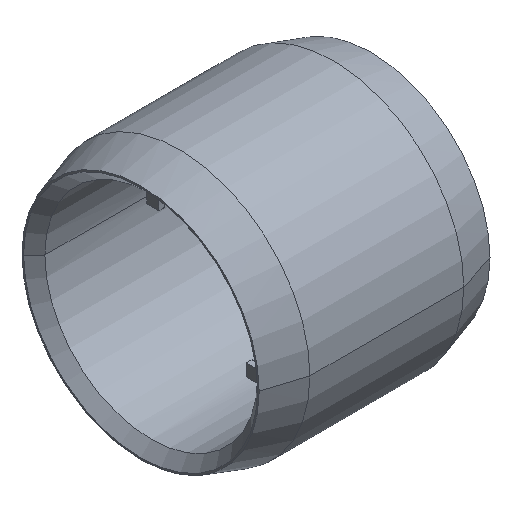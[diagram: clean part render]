
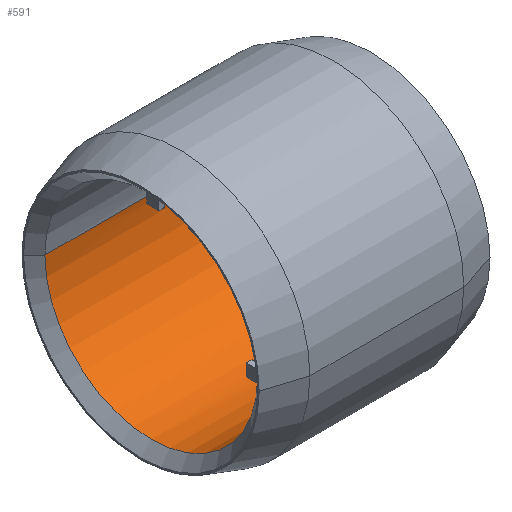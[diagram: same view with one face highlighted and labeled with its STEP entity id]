
A CAD part, isometric view. The second image highlights one B-rep face of the part: STEP entity #591.
In plain terms, the highlighted cylindrical face has radius 100 mm (diameter 200 mm), a partial arc.
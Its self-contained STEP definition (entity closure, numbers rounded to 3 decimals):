
#397 = VERTEX_POINT( '', #1114 );
#411 = VERTEX_POINT( '', #1129 );
#431 = VERTEX_POINT( '', #1150 );
#461 = VERTEX_POINT( '', #1184 );
#473 = VERTEX_POINT( '', #1197 );
#517 = VERTEX_POINT( '', #1246 );
#591 = ADVANCED_FACE( '', ( #1334, #1335 ), #1336, .F. );
#597 = VERTEX_POINT( '', #1342 );
#599 = VERTEX_POINT( '', #1344 );
#607 = EDGE_CURVE( '', #411, #599, #1353, .T. );
#613 = EDGE_CURVE( '', #597, #979, #1360, .T. );
#625 = VERTEX_POINT( '', #1373 );
#633 = EDGE_CURVE( '', #925, #893, #1382, .T. );
#637 = EDGE_CURVE( '', #953, #461, #1386, .T. );
#683 = EDGE_CURVE( '', #473, #707, #1435, .T. );
#707 = VERTEX_POINT( '', #1462 );
#743 = EDGE_CURVE( '', #461, #925, #1503, .T. );
#781 = EDGE_CURVE( '', #597, #707, #1550, .T. );
#807 = VERTEX_POINT( '', #1579 );
#857 = EDGE_CURVE( '', #517, #807, #1633, .T. );
#893 = VERTEX_POINT( '', #1676 );
#915 = EDGE_CURVE( '', #807, #893, #1701, .T. );
#925 = VERTEX_POINT( '', #1711 );
#953 = VERTEX_POINT( '', #1742 );
#965 = EDGE_CURVE( '', #599, #397, #1754, .T. );
#977 = EDGE_CURVE( '', #431, #473, #1767, .T. );
#979 = VERTEX_POINT( '', #1769 );
#981 = EDGE_CURVE( '', #1011, #979, #1771, .T. );
#999 = EDGE_CURVE( '', #397, #625, #1792, .T. );
#1011 = VERTEX_POINT( '', #1806 );
#1013 = EDGE_CURVE( '', #625, #411, #1808, .T. );
#1023 = EDGE_CURVE( '', #1011, #517, #1818, .T. );
#1065 = EDGE_CURVE( '', #953, #431, #1861, .T. );
#1114 = CARTESIAN_POINT( '', ( 0., 5.75, -99.835 ) );
#1129 = CARTESIAN_POINT( '', ( -5., -5.75, -99.835 ) );
#1150 = CARTESIAN_POINT( '', ( 0., 99.835, -5.75 ) );
#1184 = CARTESIAN_POINT( '', ( 96.5, 100., 0. ) );
#1197 = CARTESIAN_POINT( '', ( -5., 99.835, -5.75 ) );
#1246 = CARTESIAN_POINT( '', ( -5., -99.835, -5.75 ) );
#1334 = FACE_OUTER_BOUND( '', #2217, .T. );
#1335 = FACE_BOUND( '', #2218, .T. );
#1336 = CYLINDRICAL_SURFACE( '', #2219, 100. );
#1342 = CARTESIAN_POINT( '', ( -100.5, 100., 0. ) );
#1344 = CARTESIAN_POINT( '', ( -5., 5.75, -99.835 ) );
#1353 = CIRCLE( '', #2239, 100. );
#1360 = CIRCLE( '', #2247, 100. );
#1373 = CARTESIAN_POINT( '', ( 0., -5.75, -99.835 ) );
#1382 = LINE( '', #2310, #2311 );
#1386 = LINE( '', #2354, #2355 );
#1435 = CIRCLE( '', #2478, 100. );
#1462 = CARTESIAN_POINT( '', ( -5., 100., 0. ) );
#1503 = CIRCLE( '', #2599, 100. );
#1550 = LINE( '', #2686, #2687 );
#1579 = CARTESIAN_POINT( '', ( 0., -99.835, -5.75 ) );
#1633 = LINE( '', #2819, #2820 );
#1676 = CARTESIAN_POINT( '', ( 0., -100., 0. ) );
#1701 = CIRCLE( '', #2953, 100. );
#1711 = CARTESIAN_POINT( '', ( 96.5, -100., 0. ) );
#1742 = CARTESIAN_POINT( '', ( 0., 100., 0. ) );
#1754 = LINE( '', #3136, #3137 );
#1767 = LINE( '', #3154, #3155 );
#1769 = CARTESIAN_POINT( '', ( -100.5, -100., 0. ) );
#1771 = LINE( '', #3160, #3161 );
#1792 = CIRCLE( '', #3187, 100. );
#1806 = CARTESIAN_POINT( '', ( -5., -100., 0. ) );
#1808 = LINE( '', #3207, #3208 );
#1818 = CIRCLE( '', #3223, 100. );
#1861 = CIRCLE( '', #3309, 100. );
#2217 = EDGE_LOOP( '', ( #3650, #3651, #3652, #3653, #3654, #3655, #3656, #3657, #3658, #3659, #3660, #3661 ) );
#2218 = EDGE_LOOP( '', ( #3662, #3663, #3664, #3665 ) );
#2219 = AXIS2_PLACEMENT_3D( '', #3666, #3667, #3668 );
#2239 = AXIS2_PLACEMENT_3D( '', #3683, #3684, #3685 );
#2247 = AXIS2_PLACEMENT_3D( '', #3694, #3695, #3696 );
#2310 = CARTESIAN_POINT( '', ( -2., -100., 0. ) );
#2311 = VECTOR( '', #3722, 1. );
#2354 = CARTESIAN_POINT( '', ( -2., 100., 0. ) );
#2355 = VECTOR( '', #3723, 1. );
#2478 = AXIS2_PLACEMENT_3D( '', #3774, #3775, #3776 );
#2599 = AXIS2_PLACEMENT_3D( '', #3853, #3854, #3855 );
#2686 = CARTESIAN_POINT( '', ( -2., 100., 0. ) );
#2687 = VECTOR( '', #3914, 1. );
#2819 = CARTESIAN_POINT( '', ( -2.5, -99.835, -5.75 ) );
#2820 = VECTOR( '', #4017, 1. );
#2953 = AXIS2_PLACEMENT_3D( '', #4106, #4107, #4108 );
#3136 = CARTESIAN_POINT( '', ( -2.5, 5.75, -99.835 ) );
#3137 = VECTOR( '', #4153, 1. );
#3154 = CARTESIAN_POINT( '', ( -2.5, 99.835, -5.75 ) );
#3155 = VECTOR( '', #4166, 1. );
#3160 = CARTESIAN_POINT( '', ( -2., -100., 0. ) );
#3161 = VECTOR( '', #4167, 1. );
#3187 = AXIS2_PLACEMENT_3D( '', #4194, #4195, #4196 );
#3207 = CARTESIAN_POINT( '', ( -2.5, -5.75, -99.835 ) );
#3208 = VECTOR( '', #4218, 1. );
#3223 = AXIS2_PLACEMENT_3D( '', #4221, #4222, #4223 );
#3309 = AXIS2_PLACEMENT_3D( '', #4255, #4256, #4257 );
#3650 = ORIENTED_EDGE( '', *, *, #781, .F. );
#3651 = ORIENTED_EDGE( '', *, *, #613, .T. );
#3652 = ORIENTED_EDGE( '', *, *, #981, .F. );
#3653 = ORIENTED_EDGE( '', *, *, #1023, .T. );
#3654 = ORIENTED_EDGE( '', *, *, #857, .T. );
#3655 = ORIENTED_EDGE( '', *, *, #915, .T. );
#3656 = ORIENTED_EDGE( '', *, *, #633, .F. );
#3657 = ORIENTED_EDGE( '', *, *, #743, .F. );
#3658 = ORIENTED_EDGE( '', *, *, #637, .F. );
#3659 = ORIENTED_EDGE( '', *, *, #1065, .T. );
#3660 = ORIENTED_EDGE( '', *, *, #977, .T. );
#3661 = ORIENTED_EDGE( '', *, *, #683, .T. );
#3662 = ORIENTED_EDGE( '', *, *, #1013, .T. );
#3663 = ORIENTED_EDGE( '', *, *, #607, .T. );
#3664 = ORIENTED_EDGE( '', *, *, #965, .T. );
#3665 = ORIENTED_EDGE( '', *, *, #999, .T. );
#3666 = CARTESIAN_POINT( '', ( -2., 0., 0. ) );
#3667 = DIRECTION( '', ( 1., 0., 0. ) );
#3668 = DIRECTION( '', ( 0., 1., 0. ) );
#3683 = CARTESIAN_POINT( '', ( -5., 0., 0. ) );
#3684 = DIRECTION( '', ( 1., 0., 0. ) );
#3685 = DIRECTION( '', ( 0., 1., 0. ) );
#3694 = CARTESIAN_POINT( '', ( -100.5, 0., 0. ) );
#3695 = DIRECTION( '', ( -1., 0., 0. ) );
#3696 = DIRECTION( '', ( 0., 1., 0. ) );
#3722 = DIRECTION( '', ( -1., 0., 0. ) );
#3723 = DIRECTION( '', ( 1., 0., 0. ) );
#3774 = CARTESIAN_POINT( '', ( -5., 0., 0. ) );
#3775 = DIRECTION( '', ( 1., 0., 0. ) );
#3776 = DIRECTION( '', ( 0., 1., 0. ) );
#3853 = CARTESIAN_POINT( '', ( 96.5, 0., 0. ) );
#3854 = DIRECTION( '', ( -1., 0., 0. ) );
#3855 = DIRECTION( '', ( 0., 1., 0. ) );
#3914 = DIRECTION( '', ( 1., 0., 0. ) );
#4017 = DIRECTION( '', ( 1., 0., 0. ) );
#4106 = CARTESIAN_POINT( '', ( 0., 0., 0. ) );
#4107 = DIRECTION( '', ( -1., 0., 0. ) );
#4108 = DIRECTION( '', ( 0., 1., 0. ) );
#4153 = DIRECTION( '', ( 1., 0., 0. ) );
#4166 = DIRECTION( '', ( -1., 0., 0. ) );
#4167 = DIRECTION( '', ( -1., 0., 0. ) );
#4194 = CARTESIAN_POINT( '', ( 0., 0., 0. ) );
#4195 = DIRECTION( '', ( -1., 0., 0. ) );
#4196 = DIRECTION( '', ( 0., 1., 0. ) );
#4218 = DIRECTION( '', ( -1., 0., 0. ) );
#4221 = CARTESIAN_POINT( '', ( -5., 0., 0. ) );
#4222 = DIRECTION( '', ( 1., 0., 0. ) );
#4223 = DIRECTION( '', ( 0., 1., 0. ) );
#4255 = CARTESIAN_POINT( '', ( 0., 0., 0. ) );
#4256 = DIRECTION( '', ( -1., 0., 0. ) );
#4257 = DIRECTION( '', ( 0., 1., 0. ) );
